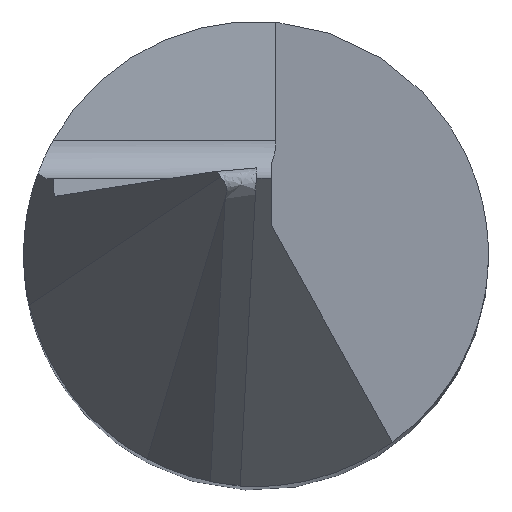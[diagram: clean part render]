
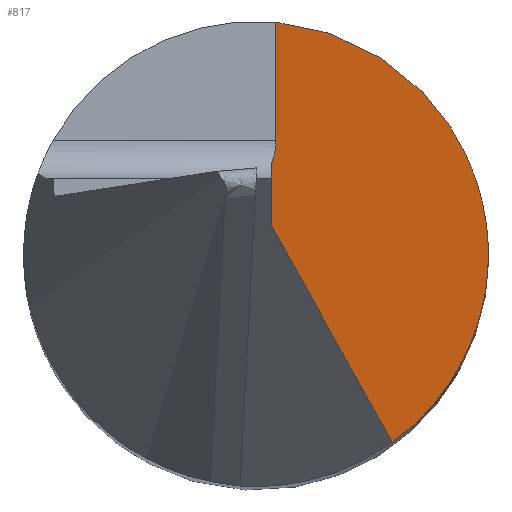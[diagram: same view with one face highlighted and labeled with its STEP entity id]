
A CAD part, top view. The second image highlights one B-rep face of the part: STEP entity #817.
In plain terms, the highlighted planar face has unit normal (0.866, 0, 0.5).
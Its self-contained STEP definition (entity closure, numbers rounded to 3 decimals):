
#4 = EDGE_CURVE ( 'NONE', #411, #458, #716, .T. ) ;
#21 = VERTEX_POINT ( 'NONE', #256 ) ;
#61 = CARTESIAN_POINT ( 'NONE',  ( 0.238, 1.252, -4.565 ) ) ;
#62 = CARTESIAN_POINT ( 'NONE',  ( 0.258, 1.464, -4.6 ) ) ;
#73 = CARTESIAN_POINT ( 'NONE',  ( 0.2, 6., -4.5 ) ) ;
#75 = CARTESIAN_POINT ( 'NONE',  ( 0.258, 2.989, -4.6 ) ) ;
#152 = DIRECTION ( 'NONE',  ( -0.5, 0., 0.866 ) ) ;
#153 = VERTEX_POINT ( 'NONE', #194 ) ;
#155 = ORIENTED_EDGE ( 'NONE', *, *, #298, .F. ) ;
#161 = DIRECTION ( 'NONE',  ( -0.866, 0., -0.5 ) ) ;
#194 = CARTESIAN_POINT ( 'NONE',  ( 3., 0., -9.35 ) ) ;
#219 = LINE ( 'NONE', #73, #811 ) ;
#222 = CARTESIAN_POINT ( 'NONE',  ( 3., -0.98, -9.35 ) ) ;
#230 = LINE ( 'NONE', #430, #770 ) ;
#241 =( BOUNDED_CURVE ( )  B_SPLINE_CURVE ( 3, ( #917, #61, #603, #762 ),
 .UNSPECIFIED., .F., .F. ) 
 B_SPLINE_CURVE_WITH_KNOTS ( ( 4, 4 ),
 ( 5.64, 6.283 ),
 .UNSPECIFIED. ) 
 CURVE ( )  GEOMETRIC_REPRESENTATION_ITEM ( )  RATIONAL_B_SPLINE_CURVE ( ( 1., 0.966, 0.966, 1. ) ) 
 REPRESENTATION_ITEM ( '' )  );
#256 = CARTESIAN_POINT ( 'NONE',  ( 0.2, 1.164, -4.5 ) ) ;
#298 = EDGE_CURVE ( 'NONE', #884, #846, #230, .T. ) ;
#299 = DIRECTION ( 'NONE',  ( 0., 1., 0. ) ) ;
#303 = ORIENTED_EDGE ( 'NONE', *, *, #444, .F. ) ;
#309 = VECTOR ( 'NONE', #463, 1000. ) ;
#372 = CARTESIAN_POINT ( 'NONE',  ( 1.761, -2.429, -7.203 ) ) ;
#380 = CARTESIAN_POINT ( 'NONE',  ( 0.2, 6., -4.5 ) ) ;
#388 = EDGE_LOOP ( 'NONE', ( #500, #680, #556, #303, #835, #155 ) ) ;
#411 = VERTEX_POINT ( 'NONE', #769 ) ;
#430 = CARTESIAN_POINT ( 'NONE',  ( 0.258, 6., -4.6 ) ) ;
#434 = CARTESIAN_POINT ( 'NONE',  ( 3., 0., -9.35 ) ) ;
#444 = EDGE_CURVE ( 'NONE', #153, #458, #709, .T. ) ;
#458 = VERTEX_POINT ( 'NONE', #372 ) ;
#462 = EDGE_CURVE ( 'NONE', #846, #153, #854, .T. ) ;
#463 = DIRECTION ( 'NONE',  ( 0.373, -0.666, -0.646 ) ) ;
#476 = EDGE_CURVE ( 'NONE', #21, #884, #241, .T. ) ;
#493 = AXIS2_PLACEMENT_3D ( 'NONE', #380, #161, #152 ) ;
#500 = ORIENTED_EDGE ( 'NONE', *, *, #476, .F. ) ;
#518 = EDGE_CURVE ( 'NONE', #411, #21, #219, .T. ) ;
#521 = CARTESIAN_POINT ( 'NONE',  ( 3., 1.64, -9.35 ) ) ;
#556 = ORIENTED_EDGE ( 'NONE', *, *, #4, .T. ) ;
#603 = CARTESIAN_POINT ( 'NONE',  ( 0.258, 1.355, -4.6 ) ) ;
#680 = ORIENTED_EDGE ( 'NONE', *, *, #518, .F. ) ;
#689 = CARTESIAN_POINT ( 'NONE',  ( 2.554, -1.854, -8.578 ) ) ;
#709 =( BOUNDED_CURVE ( )  B_SPLINE_CURVE ( 3, ( #434, #222, #689, #914 ),
 .UNSPECIFIED., .F., .F. ) 
 B_SPLINE_CURVE_WITH_KNOTS ( ( 4, 4 ),
 ( 3.142, 4.085 ),
 .UNSPECIFIED. ) 
 CURVE ( )  GEOMETRIC_REPRESENTATION_ITEM ( )  RATIONAL_B_SPLINE_CURVE ( ( 1., 0.927, 0.927, 1. ) ) 
 REPRESENTATION_ITEM ( '' )  );
#716 = LINE ( 'NONE', #799, #309 ) ;
#749 = DIRECTION ( 'NONE',  ( 0., 1., 0. ) ) ;
#762 = CARTESIAN_POINT ( 'NONE',  ( 0.258, 1.464, -4.6 ) ) ;
#765 = CARTESIAN_POINT ( 'NONE',  ( 3., 0., -9.35 ) ) ;
#769 = CARTESIAN_POINT ( 'NONE',  ( 0.2, 0.36, -4.5 ) ) ;
#770 = VECTOR ( 'NONE', #749, 1000. ) ;
#799 = CARTESIAN_POINT ( 'NONE',  ( -1.201, 2.863, -2.073 ) ) ;
#811 = VECTOR ( 'NONE', #299, 1000. ) ;
#817 = ADVANCED_FACE ( 'NONE', ( #847 ), #938, .F. ) ;
#835 = ORIENTED_EDGE ( 'NONE', *, *, #462, .F. ) ;
#846 = VERTEX_POINT ( 'NONE', #75 ) ;
#847 = FACE_OUTER_BOUND ( 'NONE', #388, .T. ) ;
#854 =( BOUNDED_CURVE ( )  B_SPLINE_CURVE ( 3, ( #998, #1003, #521, #765 ),
 .UNSPECIFIED., .F., .F. ) 
 B_SPLINE_CURVE_WITH_KNOTS ( ( 4, 4 ),
 ( 1.657, 3.142 ),
 .UNSPECIFIED. ) 
 CURVE ( )  GEOMETRIC_REPRESENTATION_ITEM ( )  RATIONAL_B_SPLINE_CURVE ( ( 1., 0.825, 0.825, 1. ) ) 
 REPRESENTATION_ITEM ( '' )  );
#884 = VERTEX_POINT ( 'NONE', #62 ) ;
#914 = CARTESIAN_POINT ( 'NONE',  ( 1.761, -2.429, -7.203 ) ) ;
#917 = CARTESIAN_POINT ( 'NONE',  ( 0.2, 1.164, -4.5 ) ) ;
#938 = PLANE ( 'NONE',  #493 ) ;
#998 = CARTESIAN_POINT ( 'NONE',  ( 0.258, 2.989, -4.6 ) ) ;
#1003 = CARTESIAN_POINT ( 'NONE',  ( 1.891, 2.848, -7.43 ) ) ;
